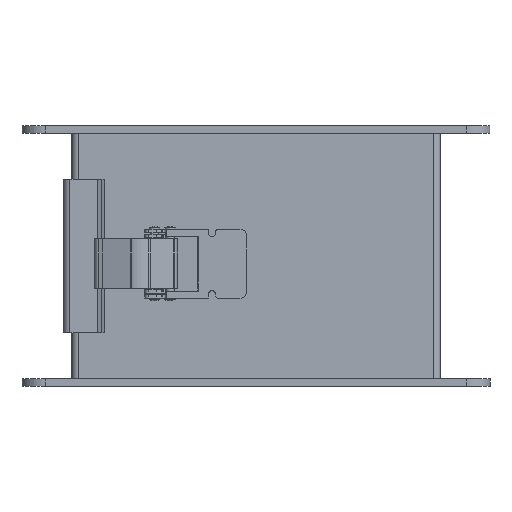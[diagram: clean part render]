
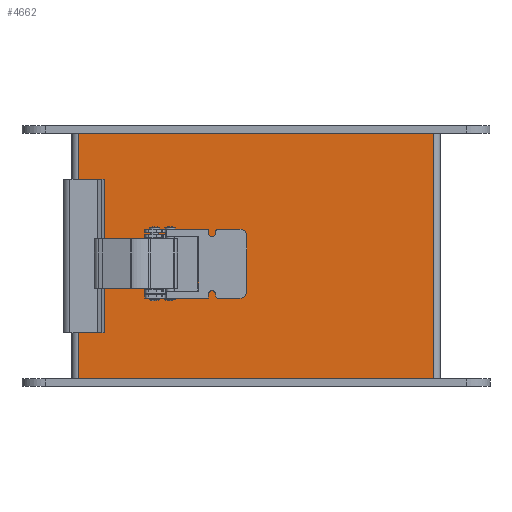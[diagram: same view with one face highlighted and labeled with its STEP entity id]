
A CAD part, left-side view. The second image highlights one B-rep face of the part: STEP entity #4662.
In plain terms, the highlighted planar face has unit normal (-1, 0, 0).
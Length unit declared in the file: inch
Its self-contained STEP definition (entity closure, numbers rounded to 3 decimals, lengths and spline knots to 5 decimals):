
#518=FACE_OUTER_BOUND('',#786,.T.);
#786=EDGE_LOOP('',(#3196,#3197,#3198,#3199));
#1141=LINE('',#6871,#1583);
#1159=LINE('',#6912,#1601);
#1162=LINE('',#6919,#1604);
#1169=LINE('',#6940,#1611);
#1583=VECTOR('',#5465,4.);
#1601=VECTOR('',#5509,5.7895);
#1604=VECTOR('',#5516,5.7895);
#1611=VECTOR('',#5543,4.);
#2016=VERTEX_POINT('',#6868);
#2017=VERTEX_POINT('',#6870);
#2027=VERTEX_POINT('',#6910);
#2029=VERTEX_POINT('',#6918);
#2454=EDGE_CURVE('',#2017,#2016,#1141,.T.);
#2475=EDGE_CURVE('',#2027,#2016,#1159,.T.);
#2478=EDGE_CURVE('',#2017,#2029,#1162,.T.);
#2489=EDGE_CURVE('',#2027,#2029,#1169,.T.);
#3196=ORIENTED_EDGE('',*,*,#2454,.T.);
#3197=ORIENTED_EDGE('',*,*,#2475,.F.);
#3198=ORIENTED_EDGE('',*,*,#2489,.T.);
#3199=ORIENTED_EDGE('',*,*,#2478,.F.);
#4333=PLANE('',#4960);
#4662=ADVANCED_FACE('',(#518),#4333,.F.);
#4960=AXIS2_PLACEMENT_3D('',#6954,#5559,#5560);
#5465=DIRECTION('',(0.,1.,0.));
#5509=DIRECTION('',(0.,0.,1.));
#5516=DIRECTION('',(0.,0.,-1.));
#5543=DIRECTION('',(0.,-1.,0.));
#5559=DIRECTION('center_axis',(1.,0.,0.));
#5560=DIRECTION('ref_axis',(0.,0.,-1.));
#6868=CARTESIAN_POINT('',(-6.,2.,5.89475));
#6870=CARTESIAN_POINT('',(-6.,-2.,5.89475));
#6871=CARTESIAN_POINT('',(-6.,-1.,5.89475));
#6910=CARTESIAN_POINT('',(-6.,2.,0.10525));
#6912=CARTESIAN_POINT('',(-6.,2.,0.10525));
#6918=CARTESIAN_POINT('',(-6.,-2.,0.10525));
#6919=CARTESIAN_POINT('',(-6.,-2.,-0.04012));
#6940=CARTESIAN_POINT('',(-6.,0.,0.10525));
#6954=CARTESIAN_POINT('Origin',(-6.,0.,3.01628));
